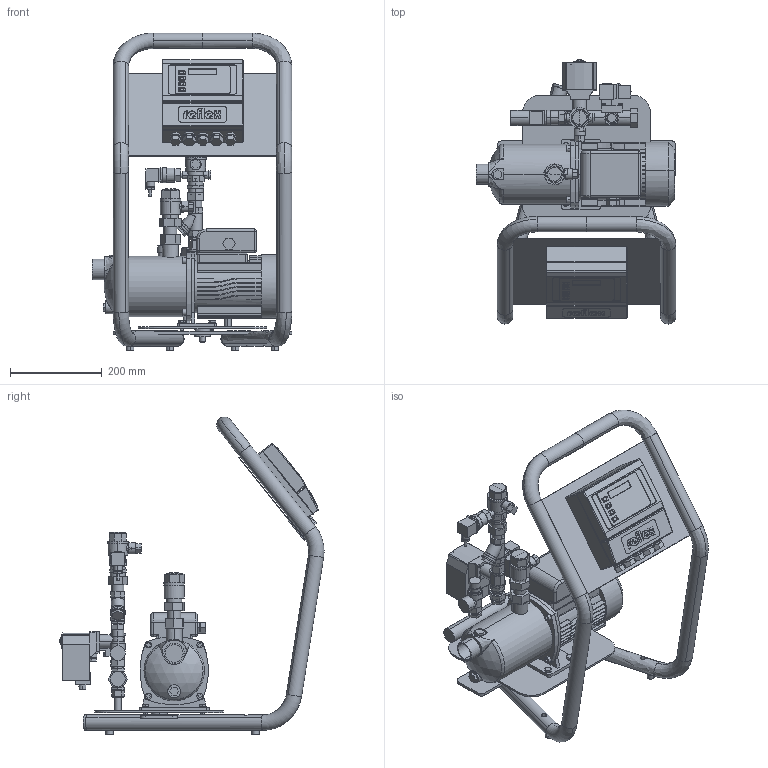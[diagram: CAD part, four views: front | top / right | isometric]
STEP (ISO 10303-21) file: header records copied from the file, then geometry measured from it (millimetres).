
FILE_DESCRIPTION((''),'2;1');
FILE_NAME('3d_variomat1-6910100.stp','2009-12-30T07:51:29',(''),(''),'Mechanical Desktop 2008','Mechanical Desktop 2008',', , ');
FILE_SCHEMA(('CONFIG_CONTROL_DESIGN'));
Length unit declared in the file: millimetre
Products named in the file (1): Product
Bounding box: 436 x 576.83 x 694.2 mm (x, y, z)
Volume: 13042718.5 mm3; surface area: 1516711.3 mm2
Topology: 55 solids, 55 shells, 1699 faces, 4188 edges, 2719 vertices
Faces by surface type: plane 1008, cylinder 448, bspline 162, cone 48, sphere 24, torus 9
Full cylindrical faces by diameter (mm): 23.2 x1
Entity records: 52399 total; most frequent: CARTESIAN_POINT 12084, ORIENTED_EDGE 8342, DIRECTION 8236, EDGE_CURVE 4171, AXIS2_PLACEMENT_3D 2756, VECTOR 2724, LINE 2724, VERTEX_POINT 2719
